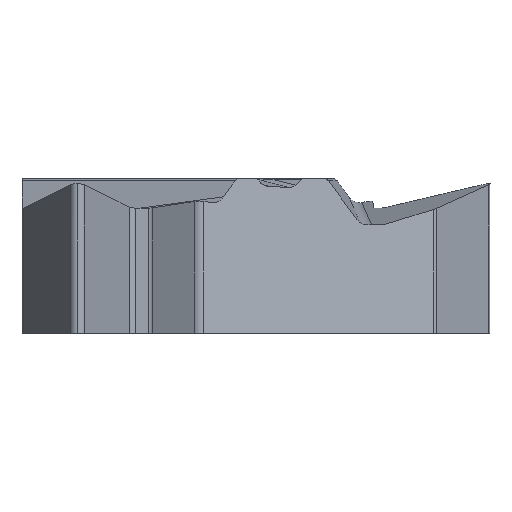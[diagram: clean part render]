
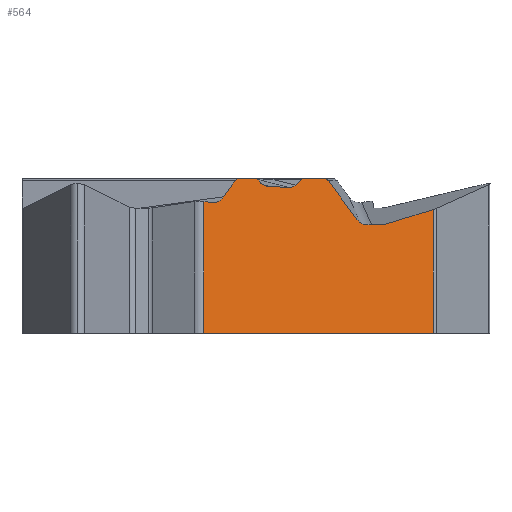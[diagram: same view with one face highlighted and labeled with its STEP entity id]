
A CAD part, front view. The second image highlights one B-rep face of the part: STEP entity #564.
In plain terms, the highlighted planar face has unit normal (0.5, -0.866, 0).
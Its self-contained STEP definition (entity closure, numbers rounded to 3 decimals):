
#63=PLANE('',#1909);
#107=FACE_OUTER_BOUND('',#716,.T.);
#207=ELLIPSE('',#1902,0.158,0.15);
#208=ELLIPSE('',#1903,0.404,0.33);
#209=ELLIPSE('',#1904,0.177,0.15);
#210=ELLIPSE('',#1905,0.167,0.15);
#211=ELLIPSE('',#1906,0.15,0.15);
#212=ELLIPSE('',#1907,0.17,0.15);
#213=ELLIPSE('',#1908,0.397,0.33);
#284=LINE('',#3181,#437);
#285=LINE('',#3184,#438);
#286=LINE('',#3186,#439);
#287=LINE('',#3190,#440);
#288=LINE('',#3194,#441);
#289=LINE('',#3198,#442);
#290=LINE('',#3202,#443);
#291=LINE('',#3215,#444);
#292=LINE('',#3231,#445);
#293=LINE('',#3235,#446);
#294=LINE('',#3239,#447);
#295=LINE('',#3243,#448);
#296=LINE('',#3245,#449);
#437=VECTOR('',#2175,1.);
#438=VECTOR('',#2176,1.);
#439=VECTOR('',#2177,1.);
#440=VECTOR('',#2180,1.);
#441=VECTOR('',#2183,1.);
#442=VECTOR('',#2186,1.);
#443=VECTOR('',#2189,1.);
#444=VECTOR('',#2190,1.);
#445=VECTOR('',#2191,1.);
#446=VECTOR('',#2194,1.);
#447=VECTOR('',#2197,1.);
#448=VECTOR('',#2200,1.);
#449=VECTOR('',#2201,1.);
#564=ADVANCED_FACE('',(#107),#63,.F.);
#716=EDGE_LOOP('',(#896,#897,#898,#899,#900,#901,#902,#903,#904,#905,#906,
#907,#908,#909,#910,#911,#912,#913,#914,#915,#916,#917));
#896=ORIENTED_EDGE('',*,*,#1580,.F.);
#897=ORIENTED_EDGE('',*,*,#1581,.T.);
#898=ORIENTED_EDGE('',*,*,#1582,.T.);
#899=ORIENTED_EDGE('',*,*,#1583,.T.);
#900=ORIENTED_EDGE('',*,*,#1584,.F.);
#901=ORIENTED_EDGE('',*,*,#1585,.T.);
#902=ORIENTED_EDGE('',*,*,#1586,.T.);
#903=ORIENTED_EDGE('',*,*,#1587,.F.);
#904=ORIENTED_EDGE('',*,*,#1588,.F.);
#905=ORIENTED_EDGE('',*,*,#1589,.F.);
#906=ORIENTED_EDGE('',*,*,#1590,.T.);
#907=ORIENTED_EDGE('',*,*,#1591,.T.);
#908=ORIENTED_EDGE('',*,*,#1592,.T.);
#909=ORIENTED_EDGE('',*,*,#1593,.T.);
#910=ORIENTED_EDGE('',*,*,#1594,.T.);
#911=ORIENTED_EDGE('',*,*,#1595,.F.);
#912=ORIENTED_EDGE('',*,*,#1596,.F.);
#913=ORIENTED_EDGE('',*,*,#1597,.F.);
#914=ORIENTED_EDGE('',*,*,#1598,.T.);
#915=ORIENTED_EDGE('',*,*,#1599,.T.);
#916=ORIENTED_EDGE('',*,*,#1600,.T.);
#917=ORIENTED_EDGE('',*,*,#1601,.T.);
#1398=VERTEX_POINT('',#3182);
#1399=VERTEX_POINT('',#3183);
#1400=VERTEX_POINT('',#3185);
#1401=VERTEX_POINT('',#3187);
#1402=VERTEX_POINT('',#3189);
#1403=VERTEX_POINT('',#3191);
#1404=VERTEX_POINT('',#3193);
#1405=VERTEX_POINT('',#3195);
#1406=VERTEX_POINT('',#3197);
#1407=VERTEX_POINT('',#3199);
#1408=VERTEX_POINT('',#3201);
#1409=VERTEX_POINT('',#3203);
#1410=VERTEX_POINT('',#3214);
#1411=VERTEX_POINT('',#3216);
#1412=VERTEX_POINT('',#3230);
#1413=VERTEX_POINT('',#3232);
#1414=VERTEX_POINT('',#3234);
#1415=VERTEX_POINT('',#3236);
#1416=VERTEX_POINT('',#3238);
#1417=VERTEX_POINT('',#3240);
#1418=VERTEX_POINT('',#3242);
#1419=VERTEX_POINT('',#3244);
#1580=EDGE_CURVE('',#1398,#1399,#284,.T.);
#1581=EDGE_CURVE('',#1398,#1400,#285,.T.);
#1582=EDGE_CURVE('',#1400,#1401,#286,.T.);
#1583=EDGE_CURVE('',#1401,#1402,#207,.T.);
#1584=EDGE_CURVE('',#1403,#1402,#287,.T.);
#1585=EDGE_CURVE('',#1403,#1404,#208,.T.);
#1586=EDGE_CURVE('',#1404,#1405,#288,.T.);
#1587=EDGE_CURVE('',#1406,#1405,#209,.T.);
#1588=EDGE_CURVE('',#1407,#1406,#289,.T.);
#1589=EDGE_CURVE('',#1408,#1407,#210,.T.);
#1590=EDGE_CURVE('',#1408,#1409,#290,.T.);
#1591=EDGE_CURVE('',#1409,#1410,#1824,.T.);
#1592=EDGE_CURVE('',#1410,#1411,#291,.T.);
#1593=EDGE_CURVE('',#1411,#1412,#1825,.T.);
#1594=EDGE_CURVE('',#1412,#1413,#292,.T.);
#1595=EDGE_CURVE('',#1414,#1413,#211,.T.);
#1596=EDGE_CURVE('',#1415,#1414,#293,.T.);
#1597=EDGE_CURVE('',#1416,#1415,#212,.T.);
#1598=EDGE_CURVE('',#1416,#1417,#294,.T.);
#1599=EDGE_CURVE('',#1417,#1418,#213,.T.);
#1600=EDGE_CURVE('',#1418,#1419,#295,.T.);
#1601=EDGE_CURVE('',#1419,#1399,#296,.T.);
#1824=B_SPLINE_CURVE_WITH_KNOTS('',3,(#3204,#3205,#3206,#3207,#3208,#3209,
#3210,#3211,#3212,#3213),.UNSPECIFIED.,.F.,.F.,(4,3,3,4),(0.,0.474,
0.706,1.),.UNSPECIFIED.);
#1825=B_SPLINE_CURVE_WITH_KNOTS('',3,(#3217,#3218,#3219,#3220,#3221,#3222,
#3223,#3224,#3225,#3226,#3227,#3228,#3229),.UNSPECIFIED.,.F.,.F.,(4,3,3,
3,4),(0.,0.25,0.499,0.746,1.),
 .UNSPECIFIED.);
#1902=AXIS2_PLACEMENT_3D('',#3188,#2178,#2179);
#1903=AXIS2_PLACEMENT_3D('',#3192,#2181,#2182);
#1904=AXIS2_PLACEMENT_3D('',#3196,#2184,#2185);
#1905=AXIS2_PLACEMENT_3D('',#3200,#2187,#2188);
#1906=AXIS2_PLACEMENT_3D('',#3233,#2192,#2193);
#1907=AXIS2_PLACEMENT_3D('',#3237,#2195,#2196);
#1908=AXIS2_PLACEMENT_3D('',#3241,#2198,#2199);
#1909=AXIS2_PLACEMENT_3D('',#3246,#2202,#2203);
#2175=DIRECTION('',(-0.866,-0.5,0.));
#2176=DIRECTION('',(0.,0.,1.));
#2177=DIRECTION('',(-0.837,-0.483,-0.259));
#2178=DIRECTION('',(-0.5,0.866,0.));
#2179=DIRECTION('',(-0.837,-0.483,-0.259));
#2180=DIRECTION('',(0.866,0.5,0.));
#2181=DIRECTION('',(-0.5,0.866,0.));
#2182=DIRECTION('',(-0.859,-0.496,0.124));
#2183=DIRECTION('',(-0.563,-0.325,0.759));
#2184=DIRECTION('',(-0.5,0.866,0.));
#2185=DIRECTION('',(0.866,0.5,0.));
#2186=DIRECTION('',(0.866,0.5,0.));
#2187=DIRECTION('',(-0.5,0.866,0.));
#2188=DIRECTION('',(-0.866,-0.5,0.));
#2189=DIRECTION('',(-0.687,-0.397,-0.608));
#2190=DIRECTION('',(-0.865,-0.499,0.049));
#2191=DIRECTION('',(-0.656,-0.378,0.653));
#2192=DIRECTION('',(-0.5,0.866,0.));
#2193=DIRECTION('',(0.866,0.5,0.));
#2194=DIRECTION('',(0.866,0.5,0.));
#2195=DIRECTION('',(-0.5,0.866,0.));
#2196=DIRECTION('',(0.866,0.5,0.));
#2197=DIRECTION('',(-0.55,-0.318,-0.772));
#2198=DIRECTION('',(-0.5,0.866,0.));
#2199=DIRECTION('',(0.845,0.488,0.217));
#2200=DIRECTION('',(-0.858,-0.496,0.133));
#2201=DIRECTION('',(0.,0.,-1.));
#2202=DIRECTION('',(-0.5,0.866,0.));
#2203=DIRECTION('',(-0.866,-0.5,0.));
#3181=CARTESIAN_POINT('',(8.733,-0.457,-3.97));
#3182=CARTESIAN_POINT('',(6.359,-1.828,-3.97));
#3183=CARTESIAN_POINT('',(0.16,-5.407,-3.97));
#3184=CARTESIAN_POINT('',(6.359,-1.828,0.08));
#3185=CARTESIAN_POINT('',(6.359,-1.828,-0.618));
#3186=CARTESIAN_POINT('',(-3.128,-7.305,-3.554));
#3187=CARTESIAN_POINT('',(5.047,-2.585,-1.024));
#3188=CARTESIAN_POINT('',(5.014,-2.605,-0.879));
#3189=CARTESIAN_POINT('',(5.01,-2.607,-1.03));
#3190=CARTESIAN_POINT('',(-3.971,-7.792,-1.03));
#3191=CARTESIAN_POINT('',(4.596,-2.846,-1.03));
#3192=CARTESIAN_POINT('',(4.579,-2.856,-0.699));
#3193=CARTESIAN_POINT('',(4.297,-3.019,-0.88));
#3194=CARTESIAN_POINT('',(0.386,-5.276,4.39));
#3195=CARTESIAN_POINT('',(3.526,-3.463,0.158));
#3196=CARTESIAN_POINT('',(3.402,-3.535,0.07));
#3197=CARTESIAN_POINT('',(3.402,-3.535,0.22));
#3198=CARTESIAN_POINT('',(-3.971,-7.792,0.22));
#3199=CARTESIAN_POINT('',(2.884,-3.834,0.22));
#3200=CARTESIAN_POINT('',(2.884,-3.834,0.07));
#3201=CARTESIAN_POINT('',(2.79,-3.888,0.184));
#3202=CARTESIAN_POINT('',(-1.514,-6.373,-3.623));
#3203=CARTESIAN_POINT('',(2.626,-3.983,0.039));
#3204=CARTESIAN_POINT('',(2.626,-3.983,0.039));
#3205=CARTESIAN_POINT('',(2.603,-3.996,0.019));
#3206=CARTESIAN_POINT('',(2.577,-4.011,0.003));
#3207=CARTESIAN_POINT('',(2.55,-4.027,-0.007));
#3208=CARTESIAN_POINT('',(2.536,-4.035,-0.012));
#3209=CARTESIAN_POINT('',(2.522,-4.043,-0.016));
#3210=CARTESIAN_POINT('',(2.508,-4.051,-0.018));
#3211=CARTESIAN_POINT('',(2.49,-4.061,-0.022));
#3212=CARTESIAN_POINT('',(2.472,-4.072,-0.023));
#3213=CARTESIAN_POINT('',(2.454,-4.082,-0.022));
#3214=CARTESIAN_POINT('',(2.454,-4.082,-0.022));
#3215=CARTESIAN_POINT('',(8.714,-0.468,-0.373));
#3216=CARTESIAN_POINT('',(1.894,-4.406,0.01));
#3217=CARTESIAN_POINT('',(1.894,-4.406,0.01));
#3218=CARTESIAN_POINT('',(1.878,-4.415,0.011));
#3219=CARTESIAN_POINT('',(1.863,-4.424,0.013));
#3220=CARTESIAN_POINT('',(1.847,-4.433,0.017));
#3221=CARTESIAN_POINT('',(1.832,-4.442,0.021));
#3222=CARTESIAN_POINT('',(1.817,-4.45,0.026));
#3223=CARTESIAN_POINT('',(1.802,-4.459,0.033));
#3224=CARTESIAN_POINT('',(1.788,-4.467,0.04));
#3225=CARTESIAN_POINT('',(1.774,-4.475,0.048));
#3226=CARTESIAN_POINT('',(1.761,-4.483,0.057));
#3227=CARTESIAN_POINT('',(1.747,-4.491,0.067));
#3228=CARTESIAN_POINT('',(1.734,-4.498,0.078));
#3229=CARTESIAN_POINT('',(1.722,-4.505,0.09));
#3230=CARTESIAN_POINT('',(1.722,-4.505,0.09));
#3231=CARTESIAN_POINT('',(5.744,-2.183,-3.919));
#3232=CARTESIAN_POINT('',(1.628,-4.559,0.184));
#3233=CARTESIAN_POINT('',(1.543,-4.608,0.07));
#3234=CARTESIAN_POINT('',(1.543,-4.608,0.22));
#3235=CARTESIAN_POINT('',(8.733,-0.457,0.22));
#3236=CARTESIAN_POINT('',(1.118,-4.854,0.22));
#3237=CARTESIAN_POINT('',(1.118,-4.854,0.07));
#3238=CARTESIAN_POINT('',(0.999,-4.922,0.158));
#3239=CARTESIAN_POINT('',(4.089,-3.139,4.493));
#3240=CARTESIAN_POINT('',(0.691,-5.1,-0.274));
#3241=CARTESIAN_POINT('',(0.416,-5.259,-0.098));
#3242=CARTESIAN_POINT('',(0.338,-5.304,-0.428));
#3243=CARTESIAN_POINT('',(8.528,-0.576,-1.695));
#3244=CARTESIAN_POINT('',(0.16,-5.407,-0.401));
#3245=CARTESIAN_POINT('',(0.16,-5.407,0.08));
#3246=CARTESIAN_POINT('',(8.733,-0.457,0.08));
